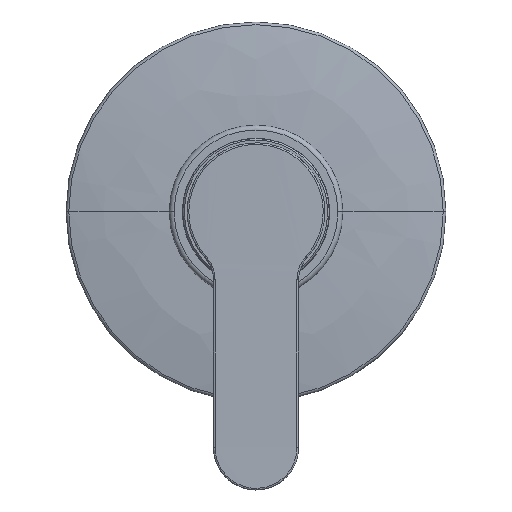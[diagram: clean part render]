
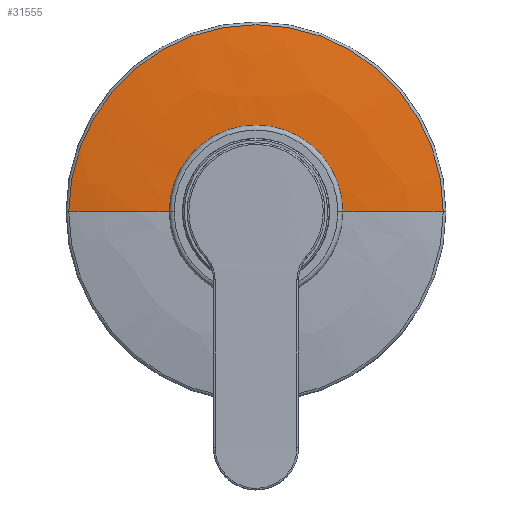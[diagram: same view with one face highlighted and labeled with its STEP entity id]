
A CAD part, top view. The second image highlights one B-rep face of the part: STEP entity #31555.
In plain terms, the highlighted free-form (B-spline) face has degree [3, 3] with [7, 4] control points.
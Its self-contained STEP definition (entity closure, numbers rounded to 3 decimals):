
#31194=CARTESIAN_POINT('',(0.,0.,44.));
#31195=DIRECTION('',(0.,0.,-1.));
#31196=DIRECTION('',(-1.,0.,0.));
#31197=AXIS2_PLACEMENT_3D('',#31194,#31195,#31196);
#31199=CARTESIAN_POINT('',(0.,0.,41.149));
#31200=DIRECTION('',(0.,0.,1.));
#31201=DIRECTION('',(1.,0.,0.));
#31202=AXIS2_PLACEMENT_3D('',#31199,#31200,#31201);
#31219=CARTESIAN_POINT('',(-25.,0.,-139.));
#31220=DIRECTION('',(0.,1.,0.));
#31221=DIRECTION('',(-0.176,0.,0.984));
#31222=AXIS2_PLACEMENT_3D('',#31219,#31220,#31221);
#31224=CARTESIAN_POINT('',(25.,0.,-139.));
#31225=DIRECTION('',(0.,-1.,0.));
#31226=DIRECTION('',(0.176,0.,0.984));
#31227=AXIS2_PLACEMENT_3D('',#31224,#31225,#31226);
#31267=CARTESIAN_POINT('',(-25.,0.,44.));
#31269=VERTEX_POINT('',#31267);
#31271=CARTESIAN_POINT('',(25.,0.,44.));
#31273=VERTEX_POINT('',#31271);
#31283=CARTESIAN_POINT('',(-57.176,0.,
41.149));
#31284=CARTESIAN_POINT('',(57.176,0.,
41.149));
#31285=VERTEX_POINT('',#31283);
#31286=VERTEX_POINT('',#31284);
#31517=CARTESIAN_POINT('',(-24.305,-1.529,
43.999));
#31518=CARTESIAN_POINT('',(-35.511,-2.234,
44.039));
#31519=CARTESIAN_POINT('',(-46.674,-2.936,
43.048));
#31520=CARTESIAN_POINT('',(-57.698,-3.63,
41.034));
#31521=CARTESIAN_POINT('',(-25.246,13.428,
43.999));
#31522=CARTESIAN_POINT('',(-36.886,19.619,
44.039));
#31523=CARTESIAN_POINT('',(-48.481,25.786,
43.048));
#31524=CARTESIAN_POINT('',(-59.932,31.877,
41.034));
#31525=CARTESIAN_POINT('',(-14.987,24.353,
43.999));
#31526=CARTESIAN_POINT('',(-21.897,35.581,
44.039));
#31527=CARTESIAN_POINT('',(-28.78,46.766,
43.048));
#31528=CARTESIAN_POINT('',(-35.578,57.812,
41.034));
#31529=CARTESIAN_POINT('',(0.,24.353,43.999));
#31530=CARTESIAN_POINT('',(0.,35.581,44.039));
#31531=CARTESIAN_POINT('',(0.,46.766,43.048));
#31532=CARTESIAN_POINT('',(0.,57.812,41.034));
#31533=CARTESIAN_POINT('',(14.987,24.353,43.999));
#31534=CARTESIAN_POINT('',(21.897,35.581,44.039));
#31535=CARTESIAN_POINT('',(28.78,46.766,43.048));
#31536=CARTESIAN_POINT('',(35.578,57.812,41.034));
#31537=CARTESIAN_POINT('',(25.246,13.428,43.999));
#31538=CARTESIAN_POINT('',(36.886,19.619,44.039));
#31539=CARTESIAN_POINT('',(48.481,25.786,43.048));
#31540=CARTESIAN_POINT('',(59.932,31.877,41.034));
#31541=CARTESIAN_POINT('',(24.305,-1.529,
43.999));
#31542=CARTESIAN_POINT('',(35.511,-2.234,
44.039));
#31543=CARTESIAN_POINT('',(46.674,-2.936,
43.048));
#31544=CARTESIAN_POINT('',(57.698,-3.63,
41.034));
#31545=(BOUNDED_SURFACE()B_SPLINE_SURFACE(3,3,((#31517,#31518,#31519,#31520),(
#31521,#31522,#31523,#31524),(#31525,#31526,#31527,#31528),(#31529,#31530,
#31531,#31532),(#31533,#31534,#31535,#31536),(#31537,#31538,#31539,#31540),(
#31541,#31542,#31543,#31544)),.UNSPECIFIED.,.F.,.F.,.F.)B_SPLINE_SURFACE_WITH_KNOTS((4,3,4),(4,4),(0.,1.,2.),(0.,1.),.UNSPECIFIED.)GEOMETRIC_REPRESENTATION_ITEM()RATIONAL_B_SPLINE_SURFACE(((1.19,1.186,
1.186,1.19),(0.94,0.937,
0.937,0.94),(0.94,0.937,
0.937,0.94),(1.19,1.186,
1.186,1.19),(0.94,0.937,
0.937,0.94),(0.94,0.937,
0.937,0.94),(1.19,1.186,
1.186,1.19)))REPRESENTATION_ITEM('')SURFACE());
#31547=ORIENTED_EDGE('',*,*,#31546,.F.);
#31549=ORIENTED_EDGE('',*,*,#31548,.T.);
#31550=ORIENTED_EDGE('',*,*,#31503,.F.);
#31552=ORIENTED_EDGE('',*,*,#31551,.F.);
#31553=EDGE_LOOP('',(#31547,#31549,#31550,#31552));
#31554=FACE_OUTER_BOUND('',#31553,.F.);
#31555=ADVANCED_FACE('',(#31554),#31545,.T.);
#31198=CIRCLE('',#31197,25.);
#31203=CIRCLE('',#31202,57.176);
#31223=CIRCLE('',#31222,183.);
#31228=CIRCLE('',#31227,183.);
#31503=EDGE_CURVE('',#31269,#31273,#31198,.T.);
#31546=EDGE_CURVE('',#31286,#31285,#31203,.T.);
#31548=EDGE_CURVE('',#31286,#31273,#31228,.T.);
#31551=EDGE_CURVE('',#31285,#31269,#31223,.T.);
